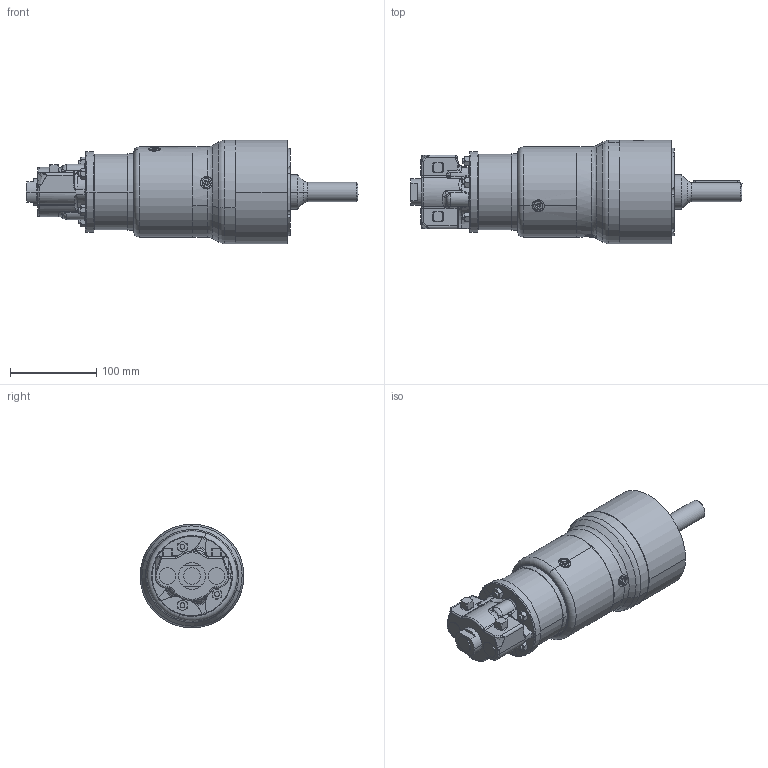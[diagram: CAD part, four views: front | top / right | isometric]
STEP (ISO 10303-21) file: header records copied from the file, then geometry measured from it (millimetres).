
FILE_DESCRIPTION((''),'2;1');
FILE_NAME('B4R317M_SW0001','2016-10-06T',('A1X81'),(''),'CREO PARAMETRIC BY PTC INC, 2016050','CREO PARAMETRIC BY PTC INC, 2016050','');
FILE_SCHEMA(('CONFIG_CONTROL_DESIGN'));
Length unit declared in the file: inch
Products named in the file (1): B4R317M_SW0001
Bounding box: 385.34 x 120.57 x 120.57 mm (x, y, z)
Surface area: 207637.1 mm2 (no closed solid volume)
Topology: 0 solids, 39 shells, 484 faces, 1373 edges, 899 vertices
Faces by surface type: cylinder 136, plane 123, bspline 91, cone 84, torus 43, sphere 7
Entity records: 20773 total; most frequent: CARTESIAN_POINT 9314, ORIENTED_EDGE 2442, DIRECTION 2167, EDGE_CURVE 1373, VERTEX_POINT 899, AXIS2_PLACEMENT_3D 889, CIRCLE 496, B_SPLINE_CURVE_WITH_KNOTS 488
